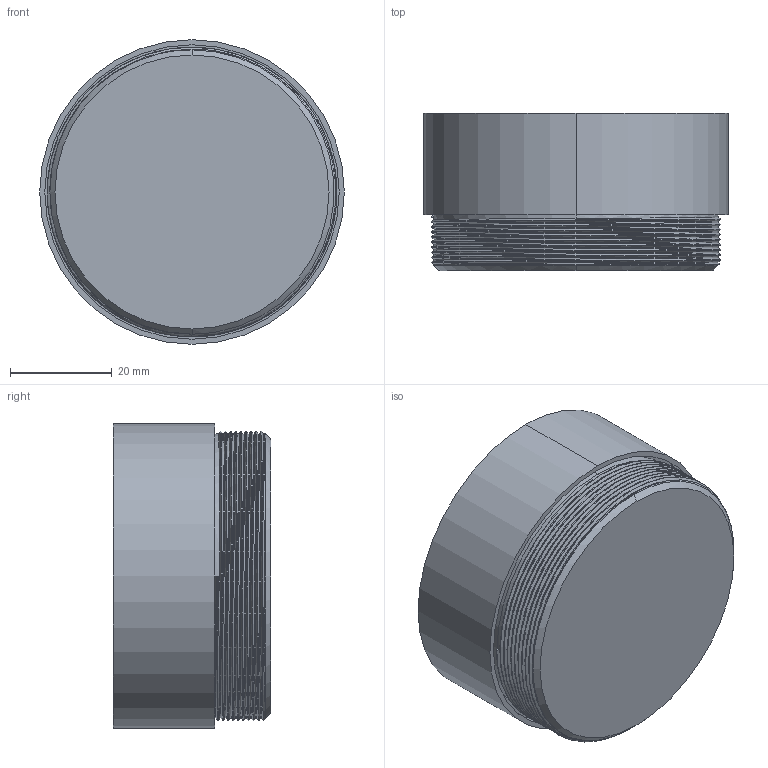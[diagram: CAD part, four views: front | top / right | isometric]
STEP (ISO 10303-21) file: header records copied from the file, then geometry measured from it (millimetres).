
FILE_DESCRIPTION (( 'STEP AP203' ), '1' );
FILE_NAME ('Bouchon_v1_3D.STEP', '2024-03-06T22:50:48', ( '' ), ( '' ), 'SwSTEP 2.0', 'SolidWorks 2022', '' );
FILE_SCHEMA (( 'CONFIG_CONTROL_DESIGN' ));
Length unit declared in the file: millimetre
Products named in the file (1): Bouchon_v1_3D
Bounding box: 60 x 31 x 60 mm (x, y, z)
Volume: 81989 mm3; surface area: 18652.7 mm2
Topology: 2 solids, 2 shells, 138 faces, 353 edges, 233 vertices
Faces by surface type: plane 64, bspline 45, cylinder 27, cone 2
Entity records: 8808 total; most frequent: CARTESIAN_POINT 5797, ORIENTED_EDGE 706, DIRECTION 430, EDGE_CURVE 353, VERTEX_POINT 233, LINE 206, VECTOR 206, EDGE_LOOP 152
